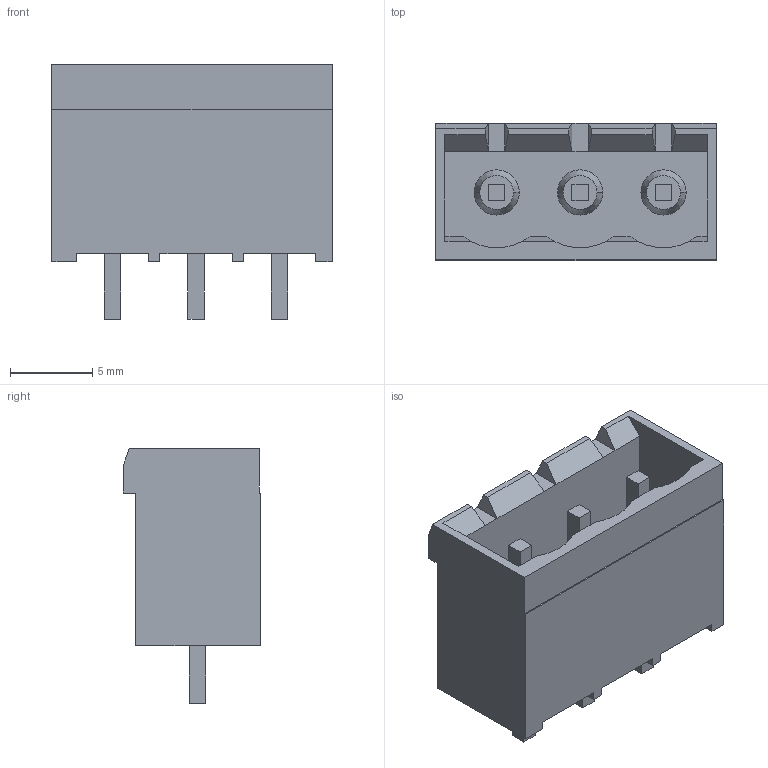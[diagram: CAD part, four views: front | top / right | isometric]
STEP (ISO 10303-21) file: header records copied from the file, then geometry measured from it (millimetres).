
FILE_DESCRIPTION((''),'2;1');
FILE_NAME('C-796636-3','2009-05-28T',('workeradm'),(''),'PRO/ENGINEER BY PARAMETRIC TECHNOLOGY CORPORATION, 2008380','PRO/ENGINEER BY PARAMETRIC TECHNOLOGY CORPORATION, 2008380','');
FILE_SCHEMA(('AUTOMOTIVE_DESIGN { 1 0 10303 214 1 1 1 1 }'));
Length unit declared in the file: millimetre
Products named in the file (1): C-796636-3
Bounding box: 17.06 x 8.35 x 15.5 mm (x, y, z)
Volume: 809.8 mm3; surface area: 1378.1 mm2
Topology: 1 solids, 1 shells, 95 faces, 240 edges, 156 vertices
Faces by surface type: plane 86, cone 6, cylinder 3
Entity records: 2842 total; most frequent: CARTESIAN_POINT 510, ORIENTED_EDGE 480, DIRECTION 442, EDGE_CURVE 240, VECTOR 216, LINE 216, VERTEX_POINT 156, AXIS2_PLACEMENT_3D 113
